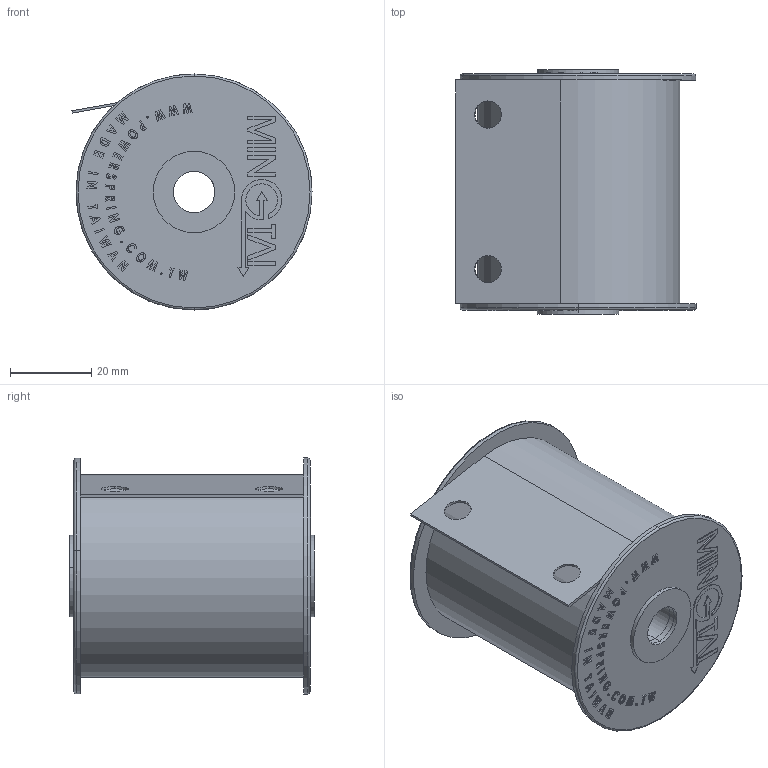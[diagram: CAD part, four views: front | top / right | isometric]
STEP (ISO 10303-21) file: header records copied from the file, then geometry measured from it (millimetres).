
FILE_DESCRIPTION (( 'STEP AP203' ), '1' );
FILE_NAME ('CP15001005.STEP', '2020-11-25T06:28:07', ( '' ), ( '' ), 'SwSTEP 2.0', 'SolidWorks 2020', '' );
FILE_SCHEMA (( 'CONFIG_CONTROL_DESIGN' ));
Length unit declared in the file: millimetre
Products named in the file (3): CP15001005; 40mm_10mm(OD17); CP15001005_Spring
Assembly tree (3 placements, depth 2):
  CP15001005
    40mm_10mm(OD17)  x2
    CP15001005_Spring
Bounding box: 59.02 x 60 x 58 mm (x, y, z)
Volume: 66153.3 mm3; surface area: 162428.5 mm2
Topology: 75 solids, 75 shells, 1174 faces, 3014 edges, 2004 vertices
Faces by surface type: plane 842, bspline 174, cylinder 142, torus 12, cone 4
Entity records: 23480 total; most frequent: CARTESIAN_POINT 8402, ORIENTED_EDGE 3194, DIRECTION 2709, EDGE_CURVE 1597, LINE 1211, VECTOR 1211, VERTEX_POINT 1062, AXIS2_PLACEMENT_3D 749
